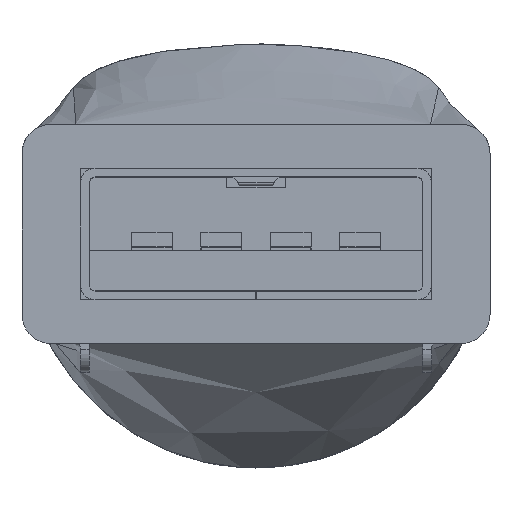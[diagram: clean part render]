
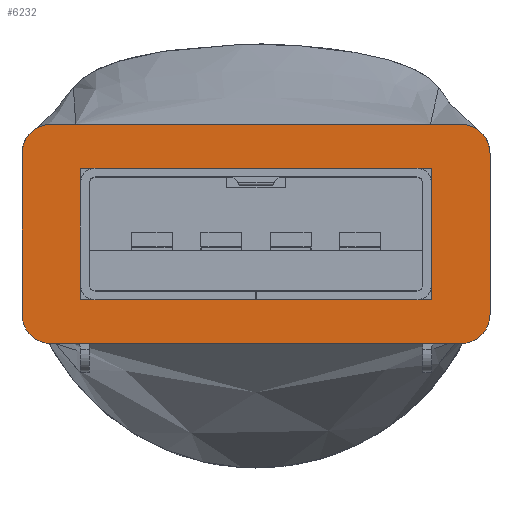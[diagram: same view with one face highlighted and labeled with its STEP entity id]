
A CAD part, front view. The second image highlights one B-rep face of the part: STEP entity #6232.
In plain terms, the highlighted planar face has unit normal (0, -1, 0).
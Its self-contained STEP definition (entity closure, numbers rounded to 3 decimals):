
#166=FACE_BOUND('',#1019,.T.);
#372=PLANE('',#6701);
#686=FACE_OUTER_BOUND('',#1018,.T.);
#1018=EDGE_LOOP('',(#5802,#5803,#5804,#5805,#5806,#5807,#5808,#5809));
#1019=EDGE_LOOP('',(#5810,#5811,#5812,#5813));
#1695=LINE('',#11164,#2381);
#1698=LINE('',#11169,#2384);
#1701=LINE('',#11178,#2387);
#1703=LINE('',#11182,#2389);
#1704=LINE('',#11186,#2390);
#1705=LINE('',#11190,#2391);
#1706=LINE('',#11193,#2392);
#1707=LINE('',#11194,#2393);
#2381=VECTOR('',#8255,10.);
#2384=VECTOR('',#8260,10.);
#2387=VECTOR('',#8269,10.);
#2389=VECTOR('',#8273,10.);
#2390=VECTOR('',#8276,10.);
#2391=VECTOR('',#8279,10.);
#2392=VECTOR('',#8282,10.);
#2393=VECTOR('',#8283,10.);
#2532=CIRCLE('',#6699,1.);
#2533=CIRCLE('',#6702,1.);
#2534=CIRCLE('',#6703,1.);
#2535=CIRCLE('',#6704,1.);
#3126=VERTEX_POINT('',#11161);
#3127=VERTEX_POINT('',#11163);
#3128=VERTEX_POINT('',#11167);
#3129=VERTEX_POINT('',#11171);
#3130=VERTEX_POINT('',#11173);
#3131=VERTEX_POINT('',#11177);
#3132=VERTEX_POINT('',#11181);
#3133=VERTEX_POINT('',#11183);
#3134=VERTEX_POINT('',#11185);
#3135=VERTEX_POINT('',#11187);
#3136=VERTEX_POINT('',#11189);
#3137=VERTEX_POINT('',#11192);
#4020=EDGE_CURVE('',#3126,#3127,#1695,.T.);
#4023=EDGE_CURVE('',#3128,#3126,#1698,.T.);
#4025=EDGE_CURVE('',#3129,#3130,#2532,.T.);
#4027=EDGE_CURVE('',#3130,#3131,#1701,.T.);
#4029=EDGE_CURVE('',#3132,#3129,#1703,.T.);
#4030=EDGE_CURVE('',#3133,#3132,#2533,.T.);
#4031=EDGE_CURVE('',#3134,#3133,#1704,.T.);
#4032=EDGE_CURVE('',#3135,#3134,#2534,.T.);
#4033=EDGE_CURVE('',#3136,#3135,#1705,.T.);
#4034=EDGE_CURVE('',#3131,#3136,#2535,.T.);
#4035=EDGE_CURVE('',#3137,#3128,#1706,.T.);
#4036=EDGE_CURVE('',#3127,#3137,#1707,.T.);
#5802=ORIENTED_EDGE('',*,*,#4025,.F.);
#5803=ORIENTED_EDGE('',*,*,#4029,.F.);
#5804=ORIENTED_EDGE('',*,*,#4030,.F.);
#5805=ORIENTED_EDGE('',*,*,#4031,.F.);
#5806=ORIENTED_EDGE('',*,*,#4032,.F.);
#5807=ORIENTED_EDGE('',*,*,#4033,.F.);
#5808=ORIENTED_EDGE('',*,*,#4034,.F.);
#5809=ORIENTED_EDGE('',*,*,#4027,.F.);
#5810=ORIENTED_EDGE('',*,*,#4020,.F.);
#5811=ORIENTED_EDGE('',*,*,#4023,.F.);
#5812=ORIENTED_EDGE('',*,*,#4035,.F.);
#5813=ORIENTED_EDGE('',*,*,#4036,.F.);
#6232=ADVANCED_FACE('',(#686,#166),#372,.F.);
#6699=AXIS2_PLACEMENT_3D('',#11174,#8264,#8265);
#6701=AXIS2_PLACEMENT_3D('',#11180,#8271,#8272);
#6702=AXIS2_PLACEMENT_3D('',#11184,#8274,#8275);
#6703=AXIS2_PLACEMENT_3D('',#11188,#8277,#8278);
#6704=AXIS2_PLACEMENT_3D('',#11191,#8280,#8281);
#8255=DIRECTION('',(0.,0.,-1.));
#8260=DIRECTION('',(-1.,0.,0.));
#8264=DIRECTION('center_axis',(0.,1.,0.));
#8265=DIRECTION('ref_axis',(-0.707,0.,-0.707));
#8269=DIRECTION('',(0.,0.,1.));
#8271=DIRECTION('center_axis',(0.,1.,0.));
#8272=DIRECTION('ref_axis',(1.,0.,0.));
#8273=DIRECTION('',(-1.,0.,0.));
#8274=DIRECTION('center_axis',(0.,1.,0.));
#8275=DIRECTION('ref_axis',(0.707,0.,-0.707));
#8276=DIRECTION('',(0.,0.,-1.));
#8277=DIRECTION('center_axis',(0.,1.,0.));
#8278=DIRECTION('ref_axis',(0.707,0.,0.707));
#8279=DIRECTION('',(1.,0.,0.));
#8280=DIRECTION('center_axis',(0.,1.,0.));
#8281=DIRECTION('ref_axis',(-0.707,0.,0.707));
#8282=DIRECTION('',(0.,0.,1.));
#8283=DIRECTION('',(1.,0.,0.));
#11161=CARTESIAN_POINT('',(-6.01,0.,4.5));
#11163=CARTESIAN_POINT('',(-6.01,0.,0.));
#11164=CARTESIAN_POINT('',(-6.01,0.,0.));
#11167=CARTESIAN_POINT('',(5.99,0.,4.5));
#11169=CARTESIAN_POINT('',(-6.01,0.,4.5));
#11171=CARTESIAN_POINT('',(-7.01,0.,-1.5));
#11173=CARTESIAN_POINT('',(-8.01,0.,-0.5));
#11174=CARTESIAN_POINT('Origin',(-7.01,0.,-0.5));
#11177=CARTESIAN_POINT('',(-8.01,0.,5.));
#11178=CARTESIAN_POINT('',(-8.01,0.,-1.5));
#11180=CARTESIAN_POINT('Origin',(-0.01,0.,2.25));
#11181=CARTESIAN_POINT('',(6.99,0.,-1.5));
#11182=CARTESIAN_POINT('',(7.99,0.,-1.5));
#11183=CARTESIAN_POINT('',(7.99,0.,-0.5));
#11184=CARTESIAN_POINT('Origin',(6.99,0.,-0.5));
#11185=CARTESIAN_POINT('',(7.99,0.,5.));
#11186=CARTESIAN_POINT('',(7.99,0.,6.));
#11187=CARTESIAN_POINT('',(6.99,0.,6.));
#11188=CARTESIAN_POINT('Origin',(6.99,0.,5.));
#11189=CARTESIAN_POINT('',(-7.01,0.,6.));
#11190=CARTESIAN_POINT('',(-8.01,0.,6.));
#11191=CARTESIAN_POINT('Origin',(-7.01,0.,5.));
#11192=CARTESIAN_POINT('',(5.99,0.,0.));
#11193=CARTESIAN_POINT('',(5.99,0.,4.5));
#11194=CARTESIAN_POINT('',(5.99,0.,0.));
